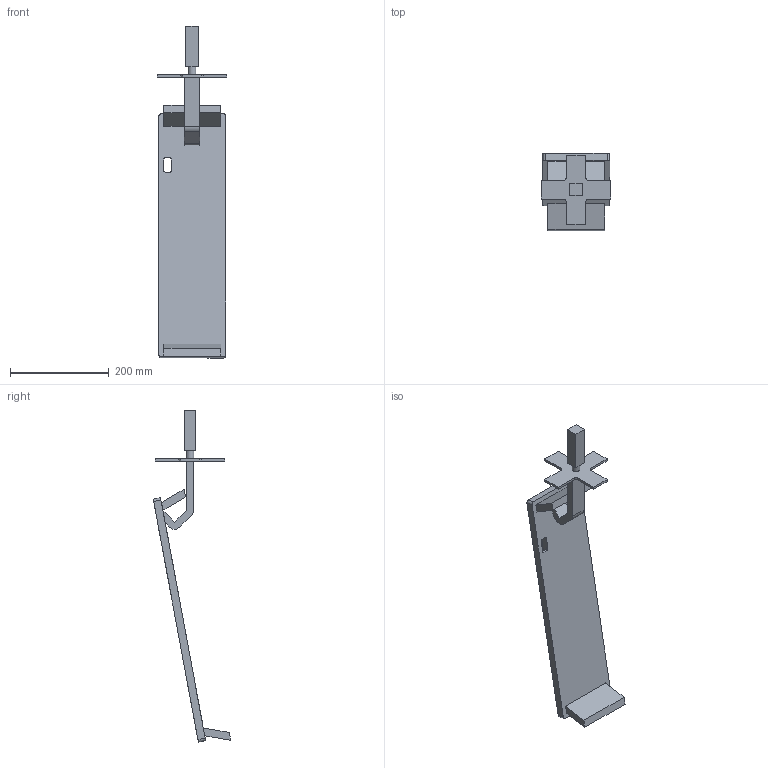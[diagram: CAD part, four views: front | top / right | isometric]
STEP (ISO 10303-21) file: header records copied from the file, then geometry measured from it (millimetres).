
FILE_DESCRIPTION(/* description */ (''),/* implementation_level */ '2;1');
FILE_NAME(/* name */ 'MesaColgada.stp',/* time_stamp */ '2023-05-30T16:09:29-05:00',/* author */ ('WIN10'),/* organization */ (''),/* preprocessor_version */ 'ST-DEVELOPER v19',/* originating_system */ 'Autodesk Inventor 2023',/* authorisation */ '');
FILE_SCHEMA (('AUTOMOTIVE_DESIGN { 1 0 10303 214 3 1 1 }'));
Length unit declared in the file: millimetre
Products named in the file (6): MesaColgada; Pieza1; AssemblyMesa2; MV! Pata; MO1; MV1 Pata_MIR
Assembly tree (5 placements, depth 3):
  MesaColgada
    Pieza1
    AssemblyMesa2
      MV! Pata
      MO1
      MV1 Pata_MIR
Bounding box: 140 x 156.86 x 672.05 mm (x, y, z)
Volume: 932243.5 mm3; surface area: 262992.2 mm2
Topology: 4 solids, 4 shells, 131 faces, 336 edges, 224 vertices
Faces by surface type: plane 91, cylinder 40
Full cylindrical faces by diameter (mm): 15.8 x1, 115 x1
Entity records: 4196 total; most frequent: CARTESIAN_POINT 702, DIRECTION 700, ORIENTED_EDGE 672, EDGE_CURVE 336, LINE 256, VECTOR 256, VERTEX_POINT 224, AXIS2_PLACEMENT_3D 222
